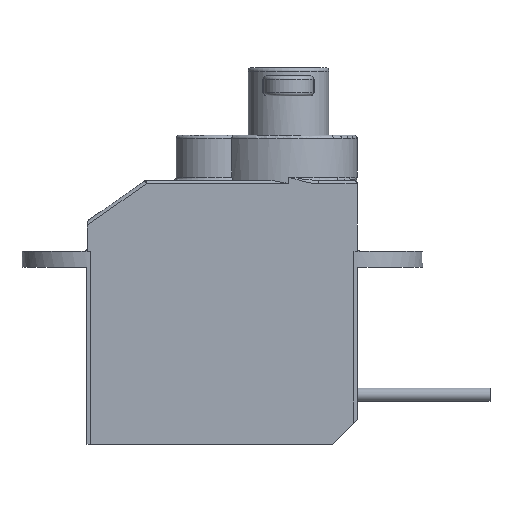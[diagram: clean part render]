
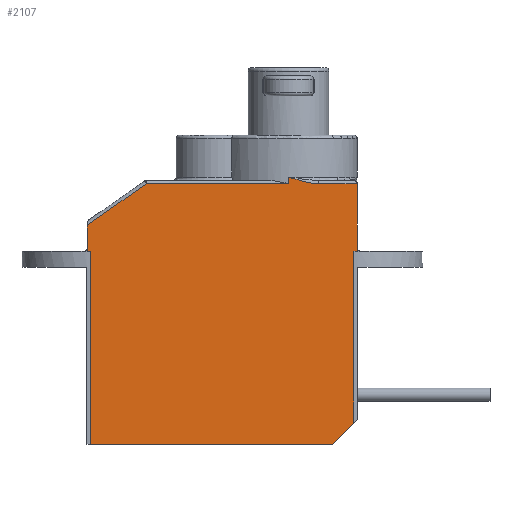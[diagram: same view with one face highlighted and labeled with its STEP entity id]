
A CAD part, front view. The second image highlights one B-rep face of the part: STEP entity #2107.
In plain terms, the highlighted planar face has unit normal (0, -1, 0).
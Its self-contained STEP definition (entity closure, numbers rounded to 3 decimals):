
#85=PLANE('',#2268);
#192=LINE('',#4511,#314);
#195=LINE('',#4517,#317);
#196=LINE('',#4519,#318);
#197=LINE('',#4521,#319);
#198=LINE('',#4523,#320);
#199=LINE('',#4525,#321);
#200=LINE('',#4527,#322);
#201=LINE('',#4529,#323);
#202=LINE('',#4531,#324);
#203=LINE('',#4533,#325);
#204=LINE('',#4535,#326);
#205=LINE('',#4536,#327);
#314=VECTOR('',#2557,10.);
#317=VECTOR('',#2564,10.);
#318=VECTOR('',#2565,10.);
#319=VECTOR('',#2566,10.);
#320=VECTOR('',#2567,10.);
#321=VECTOR('',#2568,10.);
#322=VECTOR('',#2569,10.);
#323=VECTOR('',#2570,10.);
#324=VECTOR('',#2571,10.);
#325=VECTOR('',#2572,10.);
#326=VECTOR('',#2573,10.);
#327=VECTOR('',#2574,10.);
#448=FACE_OUTER_BOUND('',#581,.T.);
#581=EDGE_LOOP('',(#1499,#1500,#1501,#1502,#1503,#1504,#1505,#1506,#1507,
#1508,#1509,#1510,#1511));
#884=B_SPLINE_CURVE_WITH_KNOTS('',3,(#4500,#4501,#4502,#4503,#4504,#4505),
 .UNSPECIFIED.,.F.,.F.,(4,2,4),(-0.001,0.,0.186),
 .UNSPECIFIED.);
#944=VERTEX_POINT('',#4490);
#946=VERTEX_POINT('',#4493);
#947=VERTEX_POINT('',#4507);
#949=VERTEX_POINT('',#4516);
#950=VERTEX_POINT('',#4518);
#951=VERTEX_POINT('',#4520);
#952=VERTEX_POINT('',#4522);
#953=VERTEX_POINT('',#4524);
#954=VERTEX_POINT('',#4526);
#955=VERTEX_POINT('',#4528);
#956=VERTEX_POINT('',#4530);
#957=VERTEX_POINT('',#4532);
#958=VERTEX_POINT('',#4534);
#1156=EDGE_CURVE('',#946,#944,#884,.T.);
#1159=EDGE_CURVE('',#944,#947,#192,.T.);
#1162=EDGE_CURVE('',#946,#949,#195,.T.);
#1163=EDGE_CURVE('',#950,#949,#196,.T.);
#1164=EDGE_CURVE('',#951,#950,#197,.T.);
#1165=EDGE_CURVE('',#951,#952,#198,.T.);
#1166=EDGE_CURVE('',#953,#952,#199,.T.);
#1167=EDGE_CURVE('',#953,#954,#200,.T.);
#1168=EDGE_CURVE('',#955,#954,#201,.T.);
#1169=EDGE_CURVE('',#956,#955,#202,.T.);
#1170=EDGE_CURVE('',#957,#956,#203,.T.);
#1171=EDGE_CURVE('',#958,#957,#204,.T.);
#1172=EDGE_CURVE('',#947,#958,#205,.T.);
#1499=ORIENTED_EDGE('',*,*,#1159,.F.);
#1500=ORIENTED_EDGE('',*,*,#1156,.F.);
#1501=ORIENTED_EDGE('',*,*,#1162,.T.);
#1502=ORIENTED_EDGE('',*,*,#1163,.F.);
#1503=ORIENTED_EDGE('',*,*,#1164,.F.);
#1504=ORIENTED_EDGE('',*,*,#1165,.T.);
#1505=ORIENTED_EDGE('',*,*,#1166,.F.);
#1506=ORIENTED_EDGE('',*,*,#1167,.T.);
#1507=ORIENTED_EDGE('',*,*,#1168,.F.);
#1508=ORIENTED_EDGE('',*,*,#1169,.F.);
#1509=ORIENTED_EDGE('',*,*,#1170,.F.);
#1510=ORIENTED_EDGE('',*,*,#1171,.F.);
#1511=ORIENTED_EDGE('',*,*,#1172,.F.);
#2107=ADVANCED_FACE('',(#448),#85,.T.);
#2268=AXIS2_PLACEMENT_3D('',#4515,#2562,#2563);
#2557=DIRECTION('',(1.,0.,0.));
#2562=DIRECTION('center_axis',(0.,-1.,0.));
#2563=DIRECTION('ref_axis',(-1.,0.,0.));
#2564=DIRECTION('',(0.,0.,-1.));
#2565=DIRECTION('',(1.,0.,0.));
#2566=DIRECTION('',(0.819,0.,0.574));
#2567=DIRECTION('',(0.,0.,-1.));
#2568=DIRECTION('',(-1.,0.,0.));
#2569=DIRECTION('',(0.,0.,-1.));
#2570=DIRECTION('',(-1.,0.,0.));
#2571=DIRECTION('',(-0.707,0.,-0.707));
#2572=DIRECTION('',(0.,0.,-1.));
#2573=DIRECTION('',(-1.,0.,0.));
#2574=DIRECTION('',(0.,0.,-1.));
#4490=CARTESIAN_POINT('',(1.821,-4.145,-2.93));
#4493=CARTESIAN_POINT('',(0.,-4.145,-2.53));
#4500=CARTESIAN_POINT('Ctrl Pts',(0.,-4.145,-2.53));
#4501=CARTESIAN_POINT('Ctrl Pts',(0.002,-4.145,-2.531));
#4502=CARTESIAN_POINT('Ctrl Pts',(0.005,-4.145,-2.532));
#4503=CARTESIAN_POINT('Ctrl Pts',(0.598,-4.145,-2.718));
#4504=CARTESIAN_POINT('Ctrl Pts',(1.202,-4.145,-2.93));
#4505=CARTESIAN_POINT('Ctrl Pts',(1.821,-4.145,-2.93));
#4507=CARTESIAN_POINT('',(4.145,-4.145,-2.93));
#4511=CARTESIAN_POINT('',(0.07,-4.145,-2.93));
#4515=CARTESIAN_POINT('Origin',(4.145,-4.145,-2.73));
#4516=CARTESIAN_POINT('',(0.,-4.145,-2.93));
#4517=CARTESIAN_POINT('',(0.,-4.145,0.));
#4518=CARTESIAN_POINT('',(-8.592,-4.145,-2.93));
#4519=CARTESIAN_POINT('',(0.07,-4.145,-2.93));
#4520=CARTESIAN_POINT('',(-12.155,-4.145,-5.425));
#4521=CARTESIAN_POINT('',(-5.121,-4.145,-0.499));
#4522=CARTESIAN_POINT('',(-12.155,-4.145,-7.01));
#4523=CARTESIAN_POINT('',(-12.155,-4.145,-2.73));
#4524=CARTESIAN_POINT('',(-11.965,-4.145,-7.01));
#4525=CARTESIAN_POINT('',(-12.155,-4.145,-7.01));
#4526=CARTESIAN_POINT('',(-11.965,-4.145,-18.68));
#4527=CARTESIAN_POINT('',(-11.965,-4.145,-7.01));
#4528=CARTESIAN_POINT('',(2.675,-4.145,-18.68));
#4529=CARTESIAN_POINT('',(-12.185,-4.145,-18.68));
#4530=CARTESIAN_POINT('',(3.955,-4.145,-17.4));
#4531=CARTESIAN_POINT('',(7.405,-4.145,-13.95));
#4532=CARTESIAN_POINT('',(3.955,-4.145,-7.01));
#4533=CARTESIAN_POINT('',(3.955,-4.145,-7.01));
#4534=CARTESIAN_POINT('',(4.145,-4.145,-7.01));
#4535=CARTESIAN_POINT('',(-12.155,-4.145,-7.01));
#4536=CARTESIAN_POINT('',(4.145,-4.145,-2.73));
